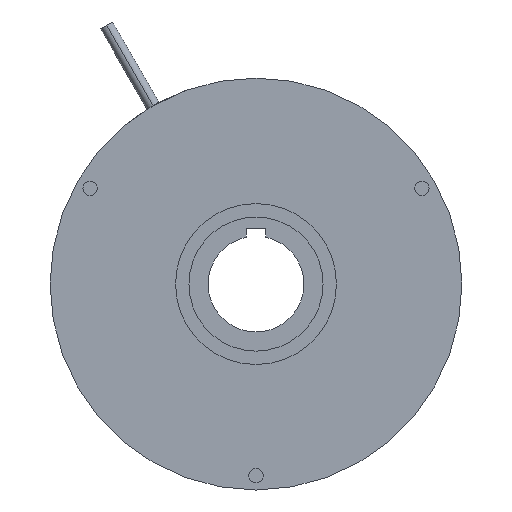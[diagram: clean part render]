
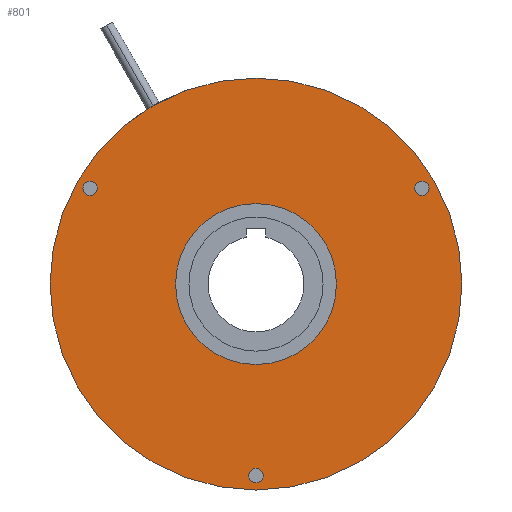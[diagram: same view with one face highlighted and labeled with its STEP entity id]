
A CAD part, left-side view. The second image highlights one B-rep face of the part: STEP entity #801.
In plain terms, the highlighted planar face has unit normal (-1, 0, 0).
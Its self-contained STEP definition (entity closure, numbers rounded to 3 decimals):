
#565=CARTESIAN_POINT('POINT38',(0.,0.
   ,136.525));
#566=VERTEX_POINT('VERTEX38',#565);
#573=CARTESIAN_POINT('POINT39',(0.,
   0.,-136.525));
#574=VERTEX_POINT('VERTEX39',#573);
#575=CARTESIAN_POINT('POS52',(0.,0.,0.));
#576=DIRECTION('DIR83',(-1.,0.,0.));
#577=DIRECTION('DIR84',(0.,0.,1.));
#578=AXIS2_PLACEMENT_3D('AXIS32',#575,#576,#577);
#579=CIRCLE('ELLIPSE15',#578,136.525);
#580=EDGE_CURVE('EDGE52',#574,#566,#579,.T.);
#600=EDGE_CURVE('EDGE54',#566,#574,#579,.T.);
#605=CARTESIAN_POINT('POINT40',(0.,
   -4.763,-127.));
#606=VERTEX_POINT('VERTEX40',#605);
#613=CARTESIAN_POINT('POINT41',(0.,
   4.762,-127.));
#614=VERTEX_POINT('VERTEX41',#613);
#615=CARTESIAN_POINT('POS56',(0.,
   0.,-127.));
#616=DIRECTION('DIR89',(1.,0.,
   0.));
#617=DIRECTION('DIR90',(0.,-1.,
   0.));
#618=AXIS2_PLACEMENT_3D('AXIS34',#615,#616,#617);
#619=CIRCLE('ELLIPSE16',#618,4.763);
#620=EDGE_CURVE('EDGE56',#614,#606,#619,.T.);
#640=EDGE_CURVE('EDGE58',#606,#614,#619,.T.);
#645=CARTESIAN_POINT('POINT42',(0.,
   112.366,59.376));
#646=VERTEX_POINT('VERTEX42',#645);
#653=CARTESIAN_POINT('POINT43',(0.,
   107.604,67.624));
#654=VERTEX_POINT('VERTEX43',#653);
#655=CARTESIAN_POINT('POS60',(0.,
   109.985,63.5));
#656=DIRECTION('DIR95',(1.,0.,
   0.));
#657=DIRECTION('DIR96',(0.,0.5,
   -0.866));
#658=AXIS2_PLACEMENT_3D('AXIS36',#655,#656,#657);
#659=CIRCLE('ELLIPSE17',#658,4.763);
#660=EDGE_CURVE('EDGE60',#654,#646,#659,.T.);
#680=EDGE_CURVE('EDGE62',#646,#654,#659,.T.);
#685=CARTESIAN_POINT('POINT44',(0.,
   -107.604,67.624));
#686=VERTEX_POINT('VERTEX44',#685);
#693=CARTESIAN_POINT('POINT45',(0.,
   -112.366,59.376));
#694=VERTEX_POINT('VERTEX45',#693);
#695=CARTESIAN_POINT('POS64',(0.,
   -109.985,63.5));
#696=DIRECTION('DIR101',(1.,0.,
   0.));
#697=DIRECTION('DIR102',(0.,0.5,
   0.866));
#698=AXIS2_PLACEMENT_3D('AXIS38',#695,#696,#697);
#699=CIRCLE('ELLIPSE18',#698,4.763);
#700=EDGE_CURVE('EDGE64',#694,#686,#699,.T.);
#720=EDGE_CURVE('EDGE66',#686,#694,#699,.T.);
#765=ORIENTED_EDGE('COEDGE131',*,*,#720,.T.);
#766=ORIENTED_EDGE('COEDGE132',*,*,#700,.T.);
#767=EDGE_LOOP('NONE',(#765,#766));
#768=FACE_BOUND('LOOP1',#767,.T.);
#769=ORIENTED_EDGE('COEDGE133',*,*,#680,.T.);
#770=ORIENTED_EDGE('COEDGE134',*,*,#660,.T.);
#771=EDGE_LOOP('NONE',(#769,#770));
#772=FACE_BOUND('LOOP1',#771,.T.);
#773=ORIENTED_EDGE('COEDGE135',*,*,#640,.T.);
#774=ORIENTED_EDGE('COEDGE136',*,*,#620,.T.);
#775=EDGE_LOOP('NONE',(#773,#774));
#776=FACE_BOUND('LOOP1',#775,.T.);
#777=CARTESIAN_POINT('POINT48',(0.,
   0.,53.34));
#778=VERTEX_POINT('VERTEX48',#777);
#779=CARTESIAN_POINT('POINT49',(0.,
   0.,-53.34));
#780=VERTEX_POINT('VERTEX49',#779);
#781=CARTESIAN_POINT('POS71',(0.,0.,0.));
#782=DIRECTION('DIR112',(-1.,0.,0.));
#783=DIRECTION('DIR113',(0.,0.,1.));
#784=AXIS2_PLACEMENT_3D('AXIS42',#781,#782,#783);
#785=CIRCLE('ELLIPSE20',#784,53.34);
#786=EDGE_CURVE('EDGE71',#778,#780,#785,.T.);
#787=ORIENTED_EDGE('COEDGE137',*,*,#786,.F.);
#788=EDGE_CURVE('EDGE72',#780,#778,#785,.T.);
#789=ORIENTED_EDGE('COEDGE138',*,*,#788,.F.);
#790=EDGE_LOOP('NONE',(#787,#789));
#791=FACE_BOUND('LOOP1',#790,.T.);
#792=ORIENTED_EDGE('COEDGE139',*,*,#600,.T.);
#793=ORIENTED_EDGE('COEDGE140',*,*,#580,.T.);
#794=EDGE_LOOP('NONE',(#792,#793));
#795=FACE_BOUND('LOOP1',#794,.T.);
#796=CARTESIAN_POINT('POS72',(0.,
   0.,94.933));
#797=DIRECTION('DIR114',(-1.,0.,0.));
#798=DIRECTION('DIR115',(0.,1.,0.));
#799=AXIS2_PLACEMENT_3D('AXIS43',#796,#797,#798);
#800=PLANE('PLANE13',#799);
#801=ADVANCED_FACE('FACE33',(#768,#772,#776,#791,#795),#800,.T.);
